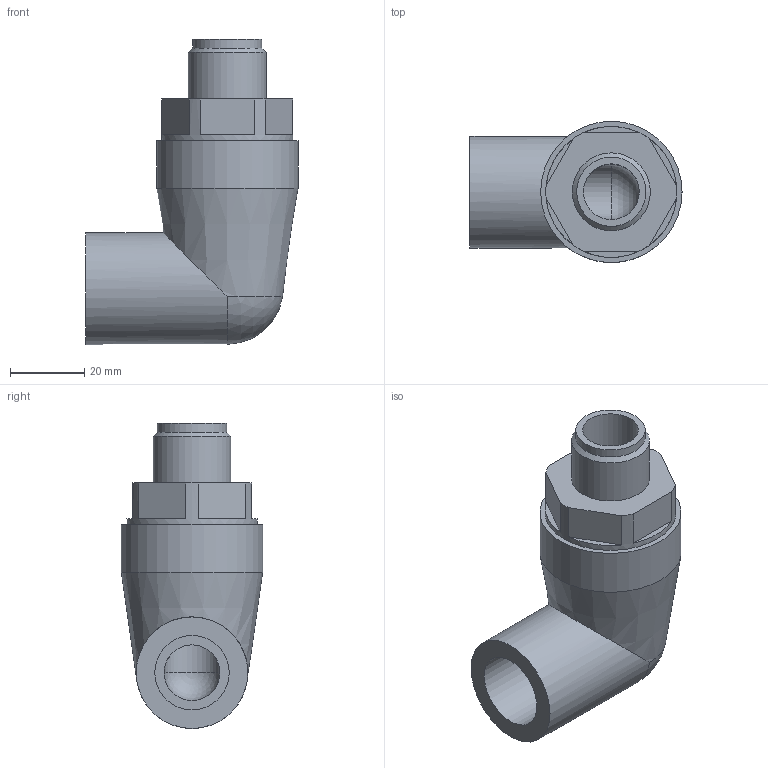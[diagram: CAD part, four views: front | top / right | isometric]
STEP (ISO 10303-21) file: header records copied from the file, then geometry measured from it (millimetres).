
FILE_DESCRIPTION( ( 'STEP AP214' ), '1' );
FILE_NAME( '22086202007(architecture400).stp', '2021-11-19T08:11:07', ( 'License CC BY-ND 4.0' ), ( 'CADENAS' ), ' ', 'PARTsolutions', ' ' );
FILE_SCHEMA( ( 'AUTOMOTIVE_DESIGN { 1 0 10303 214 1 1 1 1 }' ) );
Length unit declared in the file: millimetre
Products named in the file (1): _22086202007(architecture400)
Bounding box: 57 x 38 x 82 mm (x, y, z)
Volume: 59482.6 mm3; surface area: 16596.5 mm2
Topology: 1 solids, 1 shells, 29 faces, 71 edges, 46 vertices
Faces by surface type: plane 17, cylinder 7, cone 3, sphere 2
Full cylindrical faces by diameter (mm): 15 x2, 20 x1, 20.96 x1, 30 x1, 35.2 x1, 38 x1
Entity records: 1069 total; most frequent: CARTESIAN_POINT 190, DIRECTION 142, ORIENTED_EDGE 108, AXIS2_PLACEMENT_3D 59, EDGE_CURVE 54, EDGE_LOOP 44, VERTEX_POINT 40, FACE_OUTER_BOUND 36
